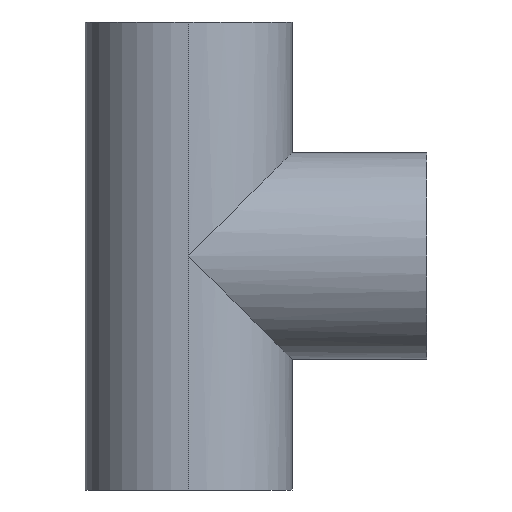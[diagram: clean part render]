
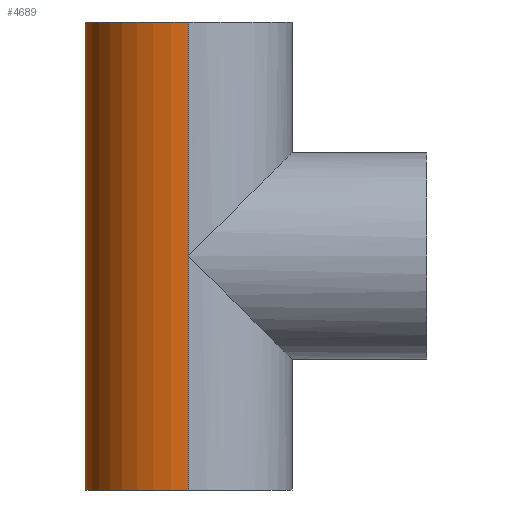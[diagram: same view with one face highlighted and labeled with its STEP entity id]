
A CAD part, left-side view. The second image highlights one B-rep face of the part: STEP entity #4689.
In plain terms, the highlighted cylindrical face has radius 21.2 mm (diameter 42.4 mm), a partial arc.
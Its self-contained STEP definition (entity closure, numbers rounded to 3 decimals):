
#417 = VERTEX_POINT ( 'NONE', #1457 ) ;
#766 = FACE_OUTER_BOUND ( 'NONE', #2975, .T. ) ;
#947 = DIRECTION ( 'NONE',  ( 0., 0., 1. ) ) ;
#1028 = EDGE_CURVE ( 'NONE', #3641, #417, #1739, .T. ) ;
#1052 = EDGE_CURVE ( 'NONE', #10103, #3641, #10370, .T. ) ;
#1457 = CARTESIAN_POINT ( 'NONE',  ( 21.2, 0., -48. ) ) ;
#1739 = LINE ( 'NONE', #3810, #10070 ) ;
#1827 = VERTEX_POINT ( 'NONE', #4370 ) ;
#2215 = ORIENTED_EDGE ( 'NONE', *, *, #8606, .T. ) ;
#2777 = ORIENTED_EDGE ( 'NONE', *, *, #1028, .T. ) ;
#2975 = EDGE_LOOP ( 'NONE', ( #7965, #10135, #2777, #2215, #8403, #6249 ) ) ;
#3120 = VERTEX_POINT ( 'NONE', #3588 ) ;
#3498 = VERTEX_POINT ( 'NONE', #9162 ) ;
#3588 = CARTESIAN_POINT ( 'NONE',  ( -21.2, 0., 48. ) ) ;
#3641 = VERTEX_POINT ( 'NONE', #6244 ) ;
#3693 = DIRECTION ( 'NONE',  ( 0., 0., 1. ) ) ;
#3810 = CARTESIAN_POINT ( 'NONE',  ( 21.2, 0., 48. ) ) ;
#3880 = DIRECTION ( 'NONE',  ( 0., 0., -1. ) ) ;
#4071 = DIRECTION ( 'NONE',  ( 0., 0., -1. ) ) ;
#4348 = CIRCLE ( 'NONE', #6827, 21.2 ) ;
#4370 = CARTESIAN_POINT ( 'NONE',  ( -21.2, 0., 0. ) ) ;
#4689 = ADVANCED_FACE ( 'NONE', ( #766 ), #6931, .T. ) ;
#4804 = DIRECTION ( 'NONE',  ( 0., 0., -1. ) ) ;
#5179 = VECTOR ( 'NONE', #4804, 1000. ) ;
#5287 = CARTESIAN_POINT ( 'NONE',  ( 21.2, 0., 48. ) ) ;
#5368 = EDGE_CURVE ( 'NONE', #3120, #1827, #6296, .T. ) ;
#5678 = CIRCLE ( 'NONE', #7536, 21.2 ) ;
#5770 = CARTESIAN_POINT ( 'NONE',  ( 0., 0., 48. ) ) ;
#5807 = DIRECTION ( 'NONE',  ( 0., 0., -1. ) ) ;
#5918 = EDGE_CURVE ( 'NONE', #1827, #3498, #9473, .T. ) ;
#6244 = CARTESIAN_POINT ( 'NONE',  ( 21.2, 0., 0. ) ) ;
#6249 = ORIENTED_EDGE ( 'NONE', *, *, #5368, .F. ) ;
#6296 = LINE ( 'NONE', #8211, #8200 ) ;
#6587 = DIRECTION ( 'NONE',  ( 1., 0., 0. ) ) ;
#6796 = EDGE_CURVE ( 'NONE', #10103, #3120, #5678, .T. ) ;
#6827 = AXIS2_PLACEMENT_3D ( 'NONE', #8540, #3693, #9361 ) ;
#6931 = CYLINDRICAL_SURFACE ( 'NONE', #9484, 21.2 ) ;
#7012 = CARTESIAN_POINT ( 'NONE',  ( 21.2, 0., 48. ) ) ;
#7093 = DIRECTION ( 'NONE',  ( 0., 0., -1. ) ) ;
#7230 = CARTESIAN_POINT ( 'NONE',  ( -21.2, 0., 48. ) ) ;
#7536 = AXIS2_PLACEMENT_3D ( 'NONE', #5770, #947, #6587 ) ;
#7965 = ORIENTED_EDGE ( 'NONE', *, *, #6796, .F. ) ;
#8106 = CARTESIAN_POINT ( 'NONE',  ( 0., 0., 48. ) ) ;
#8194 = VECTOR ( 'NONE', #7093, 1000. ) ;
#8200 = VECTOR ( 'NONE', #5807, 1000. ) ;
#8211 = CARTESIAN_POINT ( 'NONE',  ( -21.2, 0., 48. ) ) ;
#8403 = ORIENTED_EDGE ( 'NONE', *, *, #5918, .F. ) ;
#8540 = CARTESIAN_POINT ( 'NONE',  ( 0., 0., -48. ) ) ;
#8606 = EDGE_CURVE ( 'NONE', #417, #3498, #4348, .T. ) ;
#9162 = CARTESIAN_POINT ( 'NONE',  ( -21.2, 0., -48. ) ) ;
#9361 = DIRECTION ( 'NONE',  ( 1., 0., 0. ) ) ;
#9473 = LINE ( 'NONE', #7230, #5179 ) ;
#9484 = AXIS2_PLACEMENT_3D ( 'NONE', #8106, #4071, #9698 ) ;
#9698 = DIRECTION ( 'NONE',  ( -1., 0., 0. ) ) ;
#10070 = VECTOR ( 'NONE', #3880, 1000. ) ;
#10103 = VERTEX_POINT ( 'NONE', #5287 ) ;
#10135 = ORIENTED_EDGE ( 'NONE', *, *, #1052, .T. ) ;
#10370 = LINE ( 'NONE', #7012, #8194 ) ;
